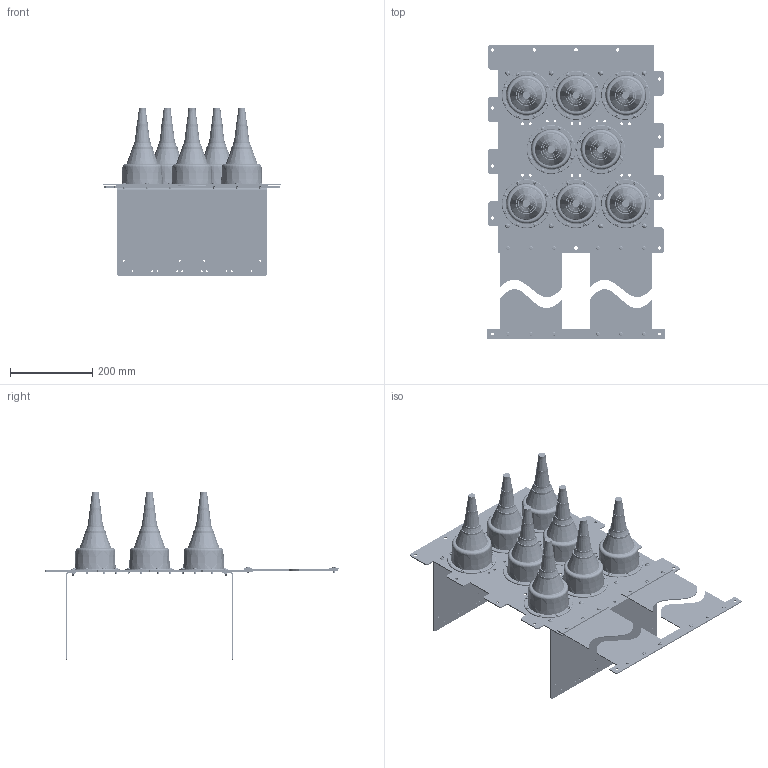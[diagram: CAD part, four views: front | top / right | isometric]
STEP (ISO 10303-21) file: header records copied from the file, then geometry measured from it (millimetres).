
FILE_DESCRIPTION (( 'STEP AP214' ), '1' );
FILE_NAME ('8PEEP-M.STEP', '2019-07-30T14:44:35', ( '' ), ( '' ), 'SwSTEP 2.0', 'SolidWorks 2019', '' );
FILE_SCHEMA (( 'AUTOMOTIVE_DESIGN' ));
Length unit declared in the file: inch
Products named in the file (10): 5410-0083; 1241-0311-08; 8PEEP-M; 5410-0144; 5900-0060; 5410-0218; 5410-0217; 4033-0001_SHORTEN; 1171-0211-08; 1211-0111-08
Assembly tree (100 placements, depth 2):
  8PEEP-M
    5410-0217
    5410-0083  x2
    1211-0111-08  x12
    4033-0001_SHORTEN  x2
    5900-0060  x8
    1171-0211-08  x64
    5410-0218
    1241-0311-08  x8
    5410-0144  x2
Bounding box: 431.8 x 717.55 x 410.85 mm (x, y, z)
Volume: 1980039.2 mm3; surface area: 1483467.2 mm2
Topology: 102 solids, 102 shells, 11142 faces, 29678 edges, 18864 vertices
Faces by surface type: cylinder 6684, cone 2064, plane 1554, torus 372, bspline 340, sphere 128
Entity records: 31460 total; most frequent: CARTESIAN_POINT 7486, DIRECTION 4638, ORIENTED_EDGE 4170, EDGE_CURVE 2085, AXIS2_PLACEMENT_3D 1865, VERTEX_POINT 1314, EDGE_LOOP 1125, CIRCLE 984
